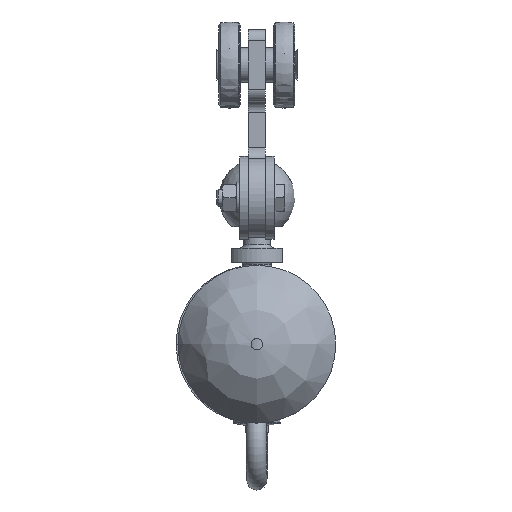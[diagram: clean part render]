
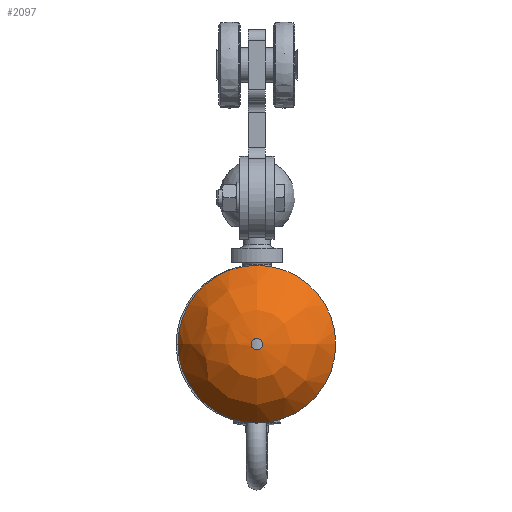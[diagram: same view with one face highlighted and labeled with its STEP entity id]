
A CAD part, left-side view. The second image highlights one B-rep face of the part: STEP entity #2097.
In plain terms, the highlighted free-form (B-spline) face has degree [3, 3] with [4, 7] control points.
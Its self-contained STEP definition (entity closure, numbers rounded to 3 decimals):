
#2097=ADVANCED_FACE('',(#3591,#3592),#3593,.T.);
#3591=FACE_OUTER_BOUND('',#5672,.T.);
#3592=FACE_OUTER_BOUND('',#5673,.T.);
#3593=(B_SPLINE_SURFACE(3,3,((#5675,#5676,#5677,#5678,#5679,#5680,#5681),(#5682,#5683,#5684,#5685,#5686,#5687,#5688),(#5689,#5690,#5691,#5692,#5693,#5694,#5695),(#5696,#5697,#5698,#5699,#5700,#5701,#5702)),.UNSPECIFIED.,.F.,.T.,.F.)B_SPLINE_SURFACE_WITH_KNOTS((4,4),(4,3,4),(0.,6.283),(0.494,1.039,1.584),.UNSPECIFIED.)RATIONAL_B_SPLINE_SURFACE(((1.,0.333,0.333,1.,0.333,0.333,1.),(0.904,0.301,0.301,0.904,0.301,0.301,0.904),(0.904,0.301,0.301,0.904,0.301,0.301,0.904),(1.,0.333,0.333,1.,0.333,0.333,1.)))BOUNDED_SURFACE()REPRESENTATION_ITEM('')GEOMETRIC_REPRESENTATION_ITEM()SURFACE());
#5672=EDGE_LOOP('',(#10983));
#5673=EDGE_LOOP('',(#10984));
#5675=CARTESIAN_POINT('',(0.,4.,0.));
#5676=CARTESIAN_POINT('',(8.,4.,0.));
#5677=CARTESIAN_POINT('',(8.,-4.,0.));
#5678=CARTESIAN_POINT('',(0.,-4.,0.));
#5679=CARTESIAN_POINT('',(-8.,-4.,0.));
#5680=CARTESIAN_POINT('',(-8.,4.,0.));
#5681=CARTESIAN_POINT('',(0.,4.,0.));
#5682=CARTESIAN_POINT('',(0.,25.827,-0.281));
#5683=CARTESIAN_POINT('',(51.653,25.827,-0.281));
#5684=CARTESIAN_POINT('',(51.653,-25.827,-0.281));
#5685=CARTESIAN_POINT('',(0.,-25.827,-0.281));
#5686=CARTESIAN_POINT('',(-51.653,-25.827,-0.281));
#5687=CARTESIAN_POINT('',(-51.653,25.827,-0.281));
#5688=CARTESIAN_POINT('',(0.,25.827,-0.281));
#5689=CARTESIAN_POINT('',(0.,44.641,10.786));
#5690=CARTESIAN_POINT('',(89.282,44.641,10.786));
#5691=CARTESIAN_POINT('',(89.282,-44.641,10.786));
#5692=CARTESIAN_POINT('',(0.,-44.641,10.786));
#5693=CARTESIAN_POINT('',(-89.282,-44.641,10.786));
#5694=CARTESIAN_POINT('',(-89.282,44.641,10.786));
#5695=CARTESIAN_POINT('',(0.,44.641,10.786));
#5696=CARTESIAN_POINT('',(0.,55.,30.));
#5697=CARTESIAN_POINT('',(110.,55.,30.));
#5698=CARTESIAN_POINT('',(110.,-55.,30.));
#5699=CARTESIAN_POINT('',(0.,-55.,30.));
#5700=CARTESIAN_POINT('',(-110.,-55.,30.));
#5701=CARTESIAN_POINT('',(-110.,55.,30.));
#5702=CARTESIAN_POINT('',(0.,55.,30.));
#10983=ORIENTED_EDGE('',*,*,#13776,.T.);
#10984=ORIENTED_EDGE('',*,*,#13931,.F.);
#13776=EDGE_CURVE('',#15290,#15290,#15291,.T.);
#13931=EDGE_CURVE('',#15538,#15538,#15539,.T.);
#15290=VERTEX_POINT('',#17623);
#15291=CIRCLE('',#17624,55.);
#15538=VERTEX_POINT('',#18227);
#15539=CIRCLE('',#18228,4.);
#17623=CARTESIAN_POINT('',(0.,55.,30.));
#17624=AXIS2_PLACEMENT_3D('',#21620,#21621,#21622);
#18227=CARTESIAN_POINT('',(0.,4.,0.));
#18228=AXIS2_PLACEMENT_3D('',#21808,#21809,#21810);
#21620=CARTESIAN_POINT('',(0.,0.,30.));
#21621=DIRECTION('',(0.,0.,-1.));
#21622=DIRECTION('',(0.,1.,0.));
#21808=CARTESIAN_POINT('',(0.,0.,0.));
#21809=DIRECTION('',(0.,0.,-1.));
#21810=DIRECTION('',(0.,1.,0.));
